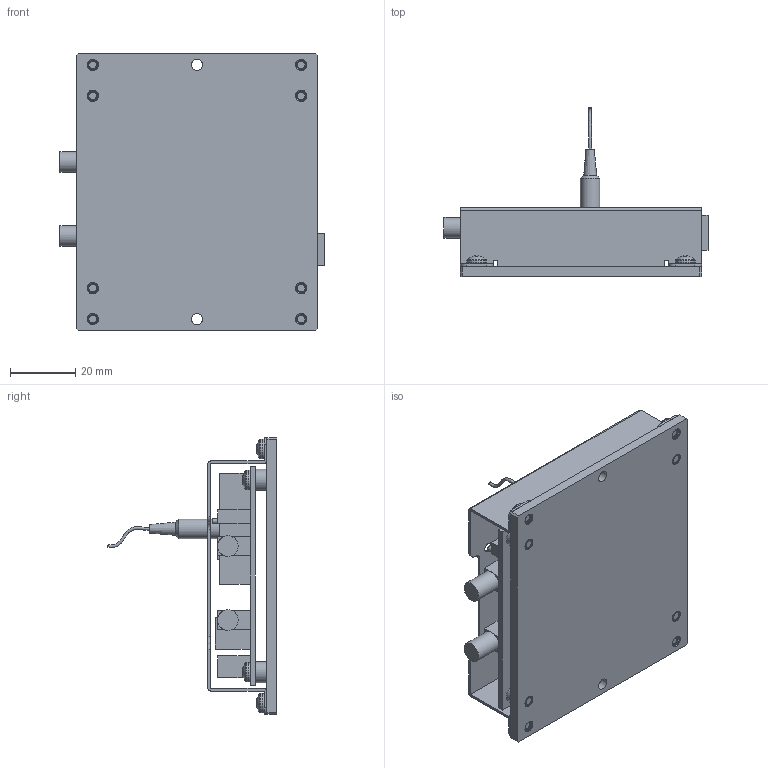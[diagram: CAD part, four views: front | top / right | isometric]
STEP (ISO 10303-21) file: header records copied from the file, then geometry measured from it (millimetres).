
FILE_DESCRIPTION (( 'STEP AP203' ), '1' );
FILE_NAME ('VESE ASM.STEP', '2024-03-29T19:27:01', ( 'cad' ), ( '' ), 'SwSTEP 2.0', 'SolidWorks 2017', '' );
FILE_SCHEMA (( 'CONFIG_CONTROL_DESIGN' ));
Length unit declared in the file: millimetre
Products named in the file (7): D3.5X3.5 nylon standoff^VESE ASM; 1001888_Base-VESE; 1001889_Cover-VESE; 90116A146_316 Stainless Steel Pan Head Phillips Screws_90116A146; 90116A153_316 Stainless Steel Pan Head Phillips Screws_90116A153; VESE ASM; VESE PCB ASM
Assembly tree (15 placements, depth 2):
  VESE ASM
    VESE PCB ASM
    D3.5X3.5 nylon standoff^VESE ASM  x4
    1001888_Base-VESE
    1001889_Cover-VESE
    90116A146_316 Stainless Steel Pan Head Phillips Screws_90116A146  x4
    90116A153_316 Stainless Steel Pan Head Phillips Screws_90116A153  x4
Bounding box: 81.04 x 51.94 x 85 mm (x, y, z)
Volume: 45099.1 mm3; surface area: 46112.5 mm2
Topology: 15 solids, 15 shells, 690 faces, 2146 edges, 1565 vertices
Faces by surface type: plane 313, cylinder 254, cone 50, bspline 49, torus 16, sphere 8
Full cylindrical faces by diameter (mm): 1.644 x1, 1.815 x1, 2.815 x1, 3 x2, 3.2 x4, 3.5 x6, 3.6 x4, 6 x9, 6.3 x2, 6.5 x4, 7.007 x1, 11 x1
Entity records: 27124 total; most frequent: CARTESIAN_POINT 15898, ORIENTED_EDGE 2388, DIRECTION 1746, EDGE_CURVE 1194, VERTEX_POINT 958, LINE 654, VECTOR 654, AXIS2_PLACEMENT_3D 546
